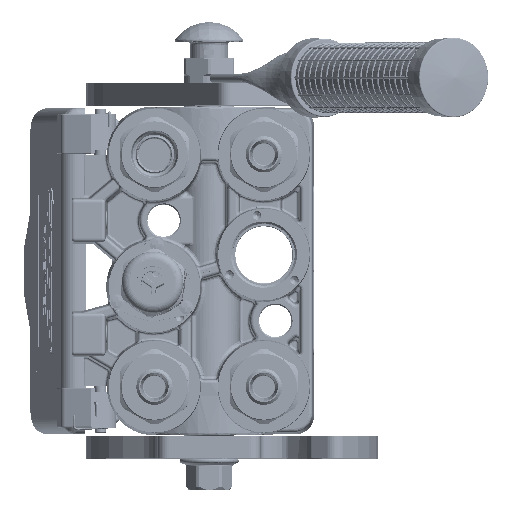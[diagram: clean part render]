
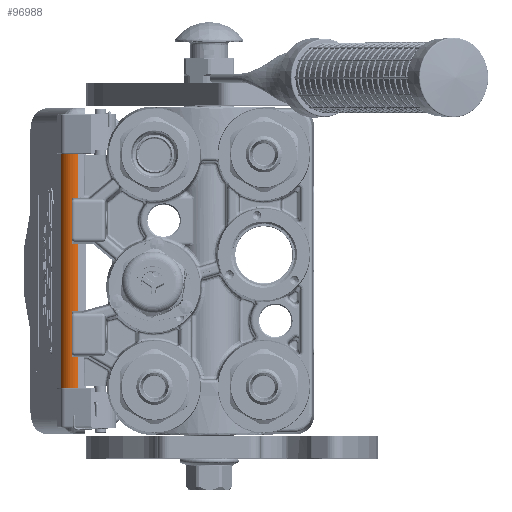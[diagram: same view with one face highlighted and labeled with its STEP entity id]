
A CAD part, top view. The second image highlights one B-rep face of the part: STEP entity #96988.
In plain terms, the highlighted cylindrical face has radius 6.5 mm (diameter 13 mm), a partial arc.
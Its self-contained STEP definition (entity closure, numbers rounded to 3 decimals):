
#512 = ORIENTED_EDGE ( 'NONE', *, *, #139503, .T. ) ;
#2527 = CARTESIAN_POINT ( 'NONE',  ( 6.5, 52.697, -10. ) ) ;
#2882 = CARTESIAN_POINT ( 'NONE',  ( 3.859, -51.25, -9.44 ) ) ;
#5428 = AXIS2_PLACEMENT_3D ( 'NONE', #184048, #138256, #41835 ) ;
#13415 = B_SPLINE_CURVE_WITH_KNOTS ( 'NONE', 3,
 ( #270883, #105346, #158944, #202920, #17851, #62629, #248582, #298268, #228182, #63621, #43183, #86004 ),
 .UNSPECIFIED., .F., .F.,
 ( 4, 2, 2, 2, 2, 4 ),
 ( 0., 0.25, 0.375, 0.437, 0.5, 1. ),
 .UNSPECIFIED. ) ;
#13871 = CARTESIAN_POINT ( 'NONE',  ( 6.5, 257.915, -3.5 ) ) ;
#16936 = ORIENTED_EDGE ( 'NONE', *, *, #195445, .T. ) ;
#17228 = CARTESIAN_POINT ( 'NONE',  ( 0., 51.25, -3.5 ) ) ;
#17851 = CARTESIAN_POINT ( 'NONE',  ( 5.766, -51.933, -9.959 ) ) ;
#27888 = VERTEX_POINT ( 'NONE', #77407 ) ;
#28131 = LINE ( 'NONE', #2527, #199183 ) ;
#29715 = VERTEX_POINT ( 'NONE', #2882 ) ;
#30093 = ORIENTED_EDGE ( 'NONE', *, *, #257190, .T. ) ;
#33641 = CARTESIAN_POINT ( 'NONE',  ( 6.186, 52.254, -10. ) ) ;
#38139 = B_SPLINE_CURVE_WITH_KNOTS ( 'NONE', 3,
 ( #291699, #59037, #81399, #105793, #244108, #152445, #126111, #266344, #127127, #265379, #33641, #82417 ),
 .UNSPECIFIED., .F., .F.,
 ( 4, 2, 2, 2, 2, 4 ),
 ( 0., 0.25, 0.375, 0.438, 0.5, 1. ),
 .UNSPECIFIED. ) ;
#41835 = DIRECTION ( 'NONE',  ( -1., 0., 0. ) ) ;
#42784 = EDGE_CURVE ( 'NONE', #273574, #249394, #215268, .T. ) ;
#43183 = CARTESIAN_POINT ( 'NONE',  ( 4.35, -51.253, -9.658 ) ) ;
#49312 = DIRECTION ( 'NONE',  ( 0., -1., 0. ) ) ;
#56395 = CARTESIAN_POINT ( 'NONE',  ( 0., 51.25, -3.5 ) ) ;
#58622 = DIRECTION ( 'NONE',  ( -1., 0., 0. ) ) ;
#59037 = CARTESIAN_POINT ( 'NONE',  ( 4.105, 51.251, -9.548 ) ) ;
#62629 = CARTESIAN_POINT ( 'NONE',  ( 5.604, -51.819, -9.938 ) ) ;
#63621 = CARTESIAN_POINT ( 'NONE',  ( 4.843, -51.385, -9.804 ) ) ;
#77407 = CARTESIAN_POINT ( 'NONE',  ( 6.5, -52.697, -10. ) ) ;
#81399 = CARTESIAN_POINT ( 'NONE',  ( 4.351, 51.285, -9.64 ) ) ;
#82417 = CARTESIAN_POINT ( 'NONE',  ( 6.5, 52.697, -10. ) ) ;
#86004 = CARTESIAN_POINT ( 'NONE',  ( 3.859, -51.25, -9.44 ) ) ;
#90219 = CARTESIAN_POINT ( 'NONE',  ( 6.5, -51.25, -3.5 ) ) ;
#90451 = CIRCLE ( 'NONE', #291741, 6.5 ) ;
#96343 = VERTEX_POINT ( 'NONE', #247942 ) ;
#96988 = ADVANCED_FACE ( 'NONE', ( #241488 ), #161339, .T. ) ;
#105346 = CARTESIAN_POINT ( 'NONE',  ( 6.343, -52.476, -10. ) ) ;
#105793 = CARTESIAN_POINT ( 'NONE',  ( 4.717, 51.384, -9.752 ) ) ;
#109750 = AXIS2_PLACEMENT_3D ( 'NONE', #13871, #288264, #58622 ) ;
#110175 = VERTEX_POINT ( 'NONE', #135749 ) ;
#126111 = CARTESIAN_POINT ( 'NONE',  ( 5.08, 51.526, -9.843 ) ) ;
#127127 = CARTESIAN_POINT ( 'NONE',  ( 5.261, 51.615, -9.881 ) ) ;
#135749 = CARTESIAN_POINT ( 'NONE',  ( 6.5, 52.697, -10. ) ) ;
#138256 = DIRECTION ( 'NONE',  ( 0., -1., 0. ) ) ;
#139503 = EDGE_CURVE ( 'NONE', #110175, #27888, #28131, .T. ) ;
#148436 = CARTESIAN_POINT ( 'NONE',  ( 0., -51.25, -3.5 ) ) ;
#152445 = CARTESIAN_POINT ( 'NONE',  ( 5.02, 51.499, -9.83 ) ) ;
#153537 = EDGE_LOOP ( 'NONE', ( #201287, #247040, #251087, #16936, #30093, #512 ) ) ;
#158944 = CARTESIAN_POINT ( 'NONE',  ( 6.165, -52.278, -9.994 ) ) ;
#161339 = CYLINDRICAL_SURFACE ( 'NONE', #109750, 6.5 ) ;
#184048 = CARTESIAN_POINT ( 'NONE',  ( 6.5, 51.25, -3.5 ) ) ;
#189137 = CIRCLE ( 'NONE', #5428, 6.5 ) ;
#195445 = EDGE_CURVE ( 'NONE', #273574, #96343, #189137, .T. ) ;
#196224 = EDGE_CURVE ( 'NONE', #249394, #29715, #90451, .T. ) ;
#199183 = VECTOR ( 'NONE', #49312, 1000. ) ;
#201287 = ORIENTED_EDGE ( 'NONE', *, *, #268280, .T. ) ;
#202920 = CARTESIAN_POINT ( 'NONE',  ( 5.87, -52.015, -9.97 ) ) ;
#210126 = DIRECTION ( 'NONE',  ( 0., -1., 0. ) ) ;
#215268 = LINE ( 'NONE', #17228, #258583 ) ;
#224645 = DIRECTION ( 'NONE',  ( 0., -1., 0. ) ) ;
#228182 = CARTESIAN_POINT ( 'NONE',  ( 5.38, -51.68, -9.903 ) ) ;
#241488 = FACE_OUTER_BOUND ( 'NONE', #153537, .T. ) ;
#244108 = CARTESIAN_POINT ( 'NONE',  ( 4.839, 51.425, -9.785 ) ) ;
#247040 = ORIENTED_EDGE ( 'NONE', *, *, #196224, .F. ) ;
#247942 = CARTESIAN_POINT ( 'NONE',  ( 3.859, 51.25, -9.44 ) ) ;
#248582 = CARTESIAN_POINT ( 'NONE',  ( 5.549, -51.783, -9.93 ) ) ;
#249394 = VERTEX_POINT ( 'NONE', #148436 ) ;
#251087 = ORIENTED_EDGE ( 'NONE', *, *, #42784, .F. ) ;
#257190 = EDGE_CURVE ( 'NONE', #96343, #110175, #38139, .T. ) ;
#258583 = VECTOR ( 'NONE', #224645, 1000. ) ;
#265379 = CARTESIAN_POINT ( 'NONE',  ( 5.789, 51.904, -9.979 ) ) ;
#266344 = CARTESIAN_POINT ( 'NONE',  ( 5.2, 51.583, -9.869 ) ) ;
#268280 = EDGE_CURVE ( 'NONE', #27888, #29715, #13415, .T. ) ;
#270883 = CARTESIAN_POINT ( 'NONE',  ( 6.5, -52.697, -10. ) ) ;
#273574 = VERTEX_POINT ( 'NONE', #56395 ) ;
#276112 = DIRECTION ( 'NONE',  ( -1., 0., 0. ) ) ;
#288264 = DIRECTION ( 'NONE',  ( 0., 1., 0. ) ) ;
#291699 = CARTESIAN_POINT ( 'NONE',  ( 3.859, 51.25, -9.44 ) ) ;
#291741 = AXIS2_PLACEMENT_3D ( 'NONE', #90219, #210126, #276112 ) ;
#298268 = CARTESIAN_POINT ( 'NONE',  ( 5.436, -51.713, -9.913 ) ) ;
